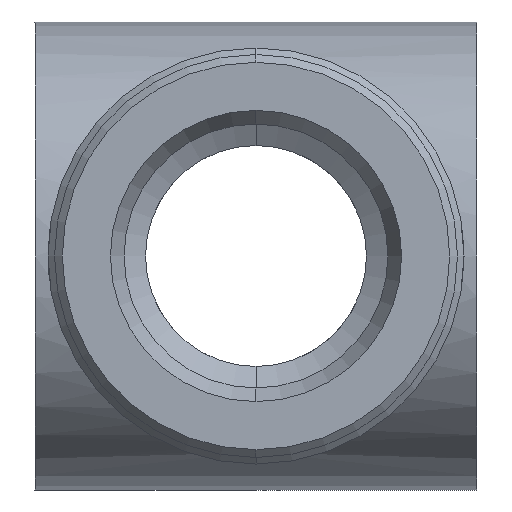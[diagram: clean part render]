
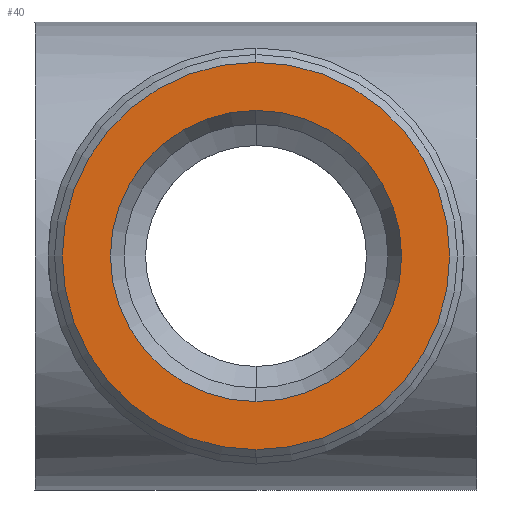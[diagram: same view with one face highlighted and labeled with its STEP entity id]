
A CAD part, left-side view. The second image highlights one B-rep face of the part: STEP entity #40.
In plain terms, the highlighted planar face has unit normal (-1, 0, 0).
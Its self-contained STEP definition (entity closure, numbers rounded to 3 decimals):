
#39 = EDGE_CURVE ( 'NONE', #492, #495, #1023, .T. ) ;
#40 = ADVANCED_FACE ( 'NONE', ( #1036, #1035 ), #1034, .T. ) ;
#330 = EDGE_LOOP ( 'NONE', ( #331, #444 ) ) ;
#331 = ORIENTED_EDGE ( 'NONE', *, *, #509, .T. ) ;
#343 = ORIENTED_EDGE ( 'NONE', *, *, #344, .F. ) ;
#344 = EDGE_CURVE ( 'NONE', #577, #608, #2662, .T. ) ;
#421 = ORIENTED_EDGE ( 'NONE', *, *, #607, .F. ) ;
#443 = EDGE_LOOP ( 'NONE', ( #421, #343 ) ) ;
#444 = ORIENTED_EDGE ( 'NONE', *, *, #39, .T. ) ;
#492 = VERTEX_POINT ( 'NONE', #4701 ) ;
#495 = VERTEX_POINT ( 'NONE', #4688 ) ;
#509 = EDGE_CURVE ( 'NONE', #495, #492, #4695, .T. ) ;
#577 = VERTEX_POINT ( 'NONE', #4138 ) ;
#607 = EDGE_CURVE ( 'NONE', #608, #577, #4082, .T. ) ;
#608 = VERTEX_POINT ( 'NONE', #4021 ) ;
#867 = DIRECTION ( 'NONE',  ( 0., 0., 1. ) ) ;
#868 = DIRECTION ( 'NONE',  ( -1., 0., 0. ) ) ;
#869 = CARTESIAN_POINT ( 'NONE',  ( -26.8, 7.45, 0. ) ) ;
#1023 = CIRCLE ( 'NONE', #1039, 5.6 ) ;
#1024 = CARTESIAN_POINT ( 'NONE',  ( -26.8, 0., 0. ) ) ;
#1033 = AXIS2_PLACEMENT_3D ( 'NONE', #869, #868, #867 ) ;
#1034 = PLANE ( 'NONE',  #1033 ) ;
#1035 = FACE_OUTER_BOUND ( 'NONE', #443, .T. ) ;
#1036 = FACE_BOUND ( 'NONE', #330, .T. ) ;
#1037 = DIRECTION ( 'NONE',  ( 0., 0., -1. ) ) ;
#1038 = DIRECTION ( 'NONE',  ( 1., 0., 0. ) ) ;
#1039 = AXIS2_PLACEMENT_3D ( 'NONE', #1024, #1038, #1037 ) ;
#2658 = DIRECTION ( 'NONE',  ( 0., 0., -1. ) ) ;
#2659 = DIRECTION ( 'NONE',  ( 1., 0., 0. ) ) ;
#2660 = CARTESIAN_POINT ( 'NONE',  ( -26.8, 0., 0. ) ) ;
#2661 = AXIS2_PLACEMENT_3D ( 'NONE', #2660, #2659, #2658 ) ;
#2662 = CIRCLE ( 'NONE', #2661, 7.45 ) ;
#4021 = CARTESIAN_POINT ( 'NONE',  ( -26.8, 0., -7.45 ) ) ;
#4022 = DIRECTION ( 'NONE',  ( 0., 0., -1. ) ) ;
#4023 = DIRECTION ( 'NONE',  ( 1., 0., 0. ) ) ;
#4080 = CARTESIAN_POINT ( 'NONE',  ( -26.8, 0., 0. ) ) ;
#4081 = AXIS2_PLACEMENT_3D ( 'NONE', #4080, #4023, #4022 ) ;
#4082 = CIRCLE ( 'NONE', #4081, 7.45 ) ;
#4138 = CARTESIAN_POINT ( 'NONE',  ( -26.8, 0., 7.45 ) ) ;
#4688 = CARTESIAN_POINT ( 'NONE',  ( -26.8, 0., 5.6 ) ) ;
#4691 = DIRECTION ( 'NONE',  ( 0., 0., -1. ) ) ;
#4692 = DIRECTION ( 'NONE',  ( 1., 0., 0. ) ) ;
#4693 = CARTESIAN_POINT ( 'NONE',  ( -26.8, 0., 0. ) ) ;
#4694 = AXIS2_PLACEMENT_3D ( 'NONE', #4693, #4692, #4691 ) ;
#4695 = CIRCLE ( 'NONE', #4694, 5.6 ) ;
#4701 = CARTESIAN_POINT ( 'NONE',  ( -26.8, 0., -5.6 ) ) ;
